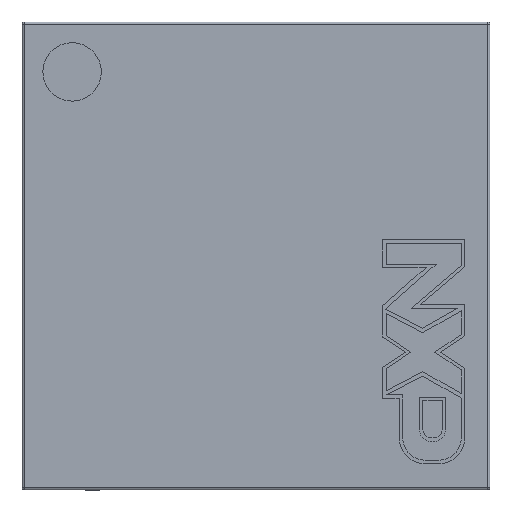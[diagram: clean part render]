
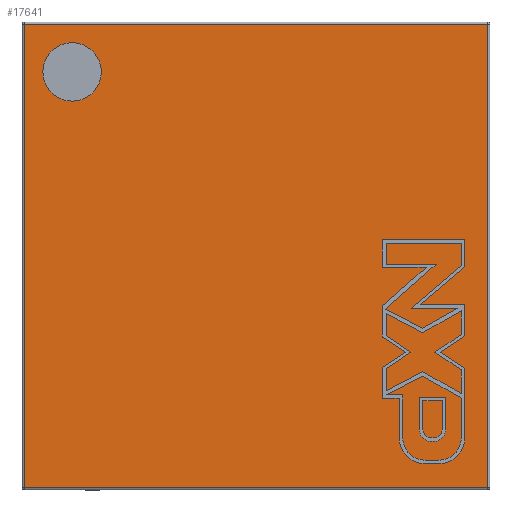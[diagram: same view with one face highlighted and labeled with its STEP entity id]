
A CAD part, top view. The second image highlights one B-rep face of the part: STEP entity #17641.
In plain terms, the highlighted planar face has unit normal (0, 0, 1).
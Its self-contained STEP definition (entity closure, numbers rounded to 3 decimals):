
#1220=FACE_OUTER_BOUND('',#2182,.T.);
#2182=EDGE_LOOP('',(#13744,#13745,#13746,#13747));
#3659=LINE('',#27252,#5787);
#3660=LINE('',#27261,#5788);
#3661=LINE('',#27264,#5789);
#3662=LINE('',#27267,#5790);
#5787=VECTOR('',#21880,10.);
#5788=VECTOR('',#21895,10.);
#5789=VECTOR('',#21900,10.);
#5790=VECTOR('',#21905,10.);
#7794=VERTEX_POINT('',#27233);
#7795=VERTEX_POINT('',#27243);
#7796=VERTEX_POINT('',#27248);
#7797=VERTEX_POINT('',#27256);
#9925=EDGE_CURVE('',#7794,#7796,#3659,.T.);
#9930=EDGE_CURVE('',#7797,#7795,#3660,.T.);
#9931=EDGE_CURVE('',#7796,#7797,#3661,.T.);
#9932=EDGE_CURVE('',#7795,#7794,#3662,.T.);
#13744=ORIENTED_EDGE('',*,*,#9930,.F.);
#13745=ORIENTED_EDGE('',*,*,#9931,.F.);
#13746=ORIENTED_EDGE('',*,*,#9925,.F.);
#13747=ORIENTED_EDGE('',*,*,#9932,.F.);
#16761=PLANE('',#18947);
#17641=ADVANCED_FACE('',(#1220),#16761,.T.);
#18947=AXIS2_PLACEMENT_3D('',#27271,#21912,#21913);
#21880=DIRECTION('',(0.,1.,0.));
#21895=DIRECTION('',(0.,-1.,0.));
#21900=DIRECTION('',(1.,0.,0.));
#21905=DIRECTION('',(-1.,0.,0.));
#21912=DIRECTION('center_axis',(0.,0.,1.));
#21913=DIRECTION('ref_axis',(1.,0.,0.));
#27233=CARTESIAN_POINT('',(-3.965,-3.965,2.2));
#27243=CARTESIAN_POINT('',(3.965,-3.965,2.2));
#27248=CARTESIAN_POINT('',(-3.965,3.965,2.2));
#27252=CARTESIAN_POINT('',(-3.965,0.,2.2));
#27256=CARTESIAN_POINT('',(3.965,3.965,2.2));
#27261=CARTESIAN_POINT('',(3.965,0.,2.2));
#27264=CARTESIAN_POINT('',(-2.,3.965,2.2));
#27267=CARTESIAN_POINT('',(-2.,-3.965,2.2));
#27271=CARTESIAN_POINT('Origin',(-4.,0.,2.2));
